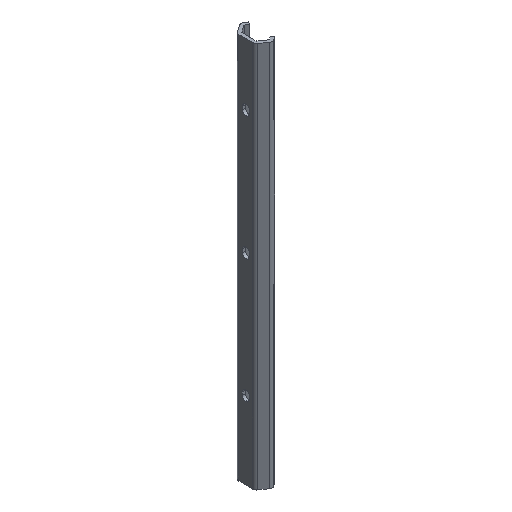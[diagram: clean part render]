
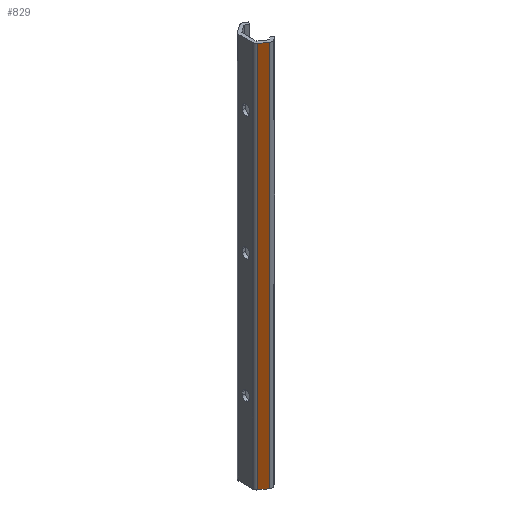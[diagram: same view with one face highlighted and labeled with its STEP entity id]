
A CAD part, isometric view. The second image highlights one B-rep face of the part: STEP entity #829.
In plain terms, the highlighted planar face has unit normal (-0.574, -0.819, 0).
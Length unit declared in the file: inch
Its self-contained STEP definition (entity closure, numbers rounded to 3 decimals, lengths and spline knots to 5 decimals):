
#7 = EDGE_LOOP ( 'NONE', ( #632, #1460, #169, #53 ) ) ;
#53 = ORIENTED_EDGE ( 'NONE', *, *, #311, .T. ) ;
#66 = DIRECTION ( 'NONE',  ( 0., 0., 1. ) ) ;
#107 = VECTOR ( 'NONE', #723, 39.37008 ) ;
#160 = LINE ( 'NONE', #1338, #107 ) ;
#169 = ORIENTED_EDGE ( 'NONE', *, *, #550, .T. ) ;
#209 = CARTESIAN_POINT ( 'NONE',  ( 0.2152, -0.37984, 0. ) ) ;
#215 = DIRECTION ( 'NONE',  ( 0.819, -0.574, 0. ) ) ;
#278 = CARTESIAN_POINT ( 'NONE',  ( 0.2152, -0.37984, -9.84252 ) ) ;
#295 = VERTEX_POINT ( 'NONE', #209 ) ;
#311 = EDGE_CURVE ( 'NONE', #1306, #295, #643, .T. ) ;
#329 = PLANE ( 'NONE',  #899 ) ;
#357 = CARTESIAN_POINT ( 'NONE',  ( 0.04197, -0.25854, 0. ) ) ;
#508 = VECTOR ( 'NONE', #834, 39.37008 ) ;
#538 = VECTOR ( 'NONE', #215, 39.37008 ) ;
#550 = EDGE_CURVE ( 'NONE', #863, #1306, #1030, .T. ) ;
#632 = ORIENTED_EDGE ( 'NONE', *, *, #1351, .F. ) ;
#643 = LINE ( 'NONE', #772, #1293 ) ;
#687 = FACE_OUTER_BOUND ( 'NONE', #7, .T. ) ;
#723 = DIRECTION ( 'NONE',  ( 0.819, -0.574, 0. ) ) ;
#726 = LINE ( 'NONE', #1073, #508 ) ;
#728 = VERTEX_POINT ( 'NONE', #357 ) ;
#772 = CARTESIAN_POINT ( 'NONE',  ( 0.2152, -0.37984, -9.84252 ) ) ;
#781 = CARTESIAN_POINT ( 'NONE',  ( 0.04197, -0.25854, -9.84252 ) ) ;
#819 = DIRECTION ( 'NONE',  ( 0.819, -0.574, 0. ) ) ;
#829 = ADVANCED_FACE ( 'NONE', ( #687 ), #329, .T. ) ;
#834 = DIRECTION ( 'NONE',  ( 0., 0., 1. ) ) ;
#863 = VERTEX_POINT ( 'NONE', #1285 ) ;
#899 = AXIS2_PLACEMENT_3D ( 'NONE', #1153, #1486, #819 ) ;
#1002 = EDGE_CURVE ( 'NONE', #863, #728, #726, .T. ) ;
#1030 = LINE ( 'NONE', #781, #538 ) ;
#1073 = CARTESIAN_POINT ( 'NONE',  ( 0.04197, -0.25854, -9.84252 ) ) ;
#1153 = CARTESIAN_POINT ( 'NONE',  ( 0.04197, -0.25854, -9.84252 ) ) ;
#1285 = CARTESIAN_POINT ( 'NONE',  ( 0.04197, -0.25854, -9.84252 ) ) ;
#1293 = VECTOR ( 'NONE', #66, 39.37008 ) ;
#1306 = VERTEX_POINT ( 'NONE', #278 ) ;
#1338 = CARTESIAN_POINT ( 'NONE',  ( 0.04197, -0.25854, 0. ) ) ;
#1351 = EDGE_CURVE ( 'NONE', #728, #295, #160, .T. ) ;
#1460 = ORIENTED_EDGE ( 'NONE', *, *, #1002, .F. ) ;
#1486 = DIRECTION ( 'NONE',  ( -0.574, -0.819, 0. ) ) ;
